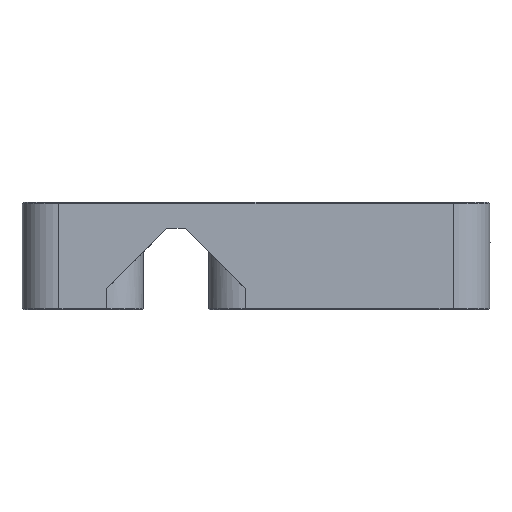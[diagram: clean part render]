
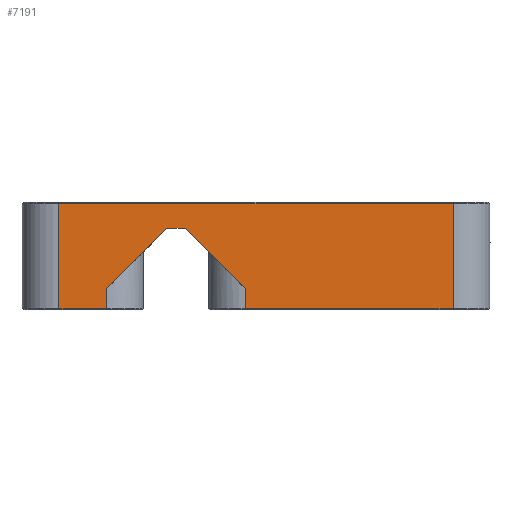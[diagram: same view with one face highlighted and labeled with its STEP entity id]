
A CAD part, left-side view. The second image highlights one B-rep face of the part: STEP entity #7191.
In plain terms, the highlighted planar face has unit normal (-1, 0, 0).
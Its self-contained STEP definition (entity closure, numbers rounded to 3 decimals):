
#130=PLANE('',#7699);
#417=FACE_OUTER_BOUND('',#867,.T.);
#867=EDGE_LOOP('',(#5001,#5002,#5003,#5004,#5005,#5006,#5007,#5008,#5009,
#5010));
#1542=LINE('',#10620,#2370);
#1567=LINE('',#10686,#2395);
#1576=LINE('',#10716,#2404);
#1578=LINE('',#10722,#2406);
#1579=LINE('',#10724,#2407);
#1580=LINE('',#10726,#2408);
#1581=LINE('',#10727,#2409);
#1582=LINE('',#10729,#2410);
#1583=LINE('',#10731,#2411);
#1584=LINE('',#10732,#2412);
#2370=VECTOR('',#8386,10.);
#2395=VECTOR('',#8451,10.);
#2404=VECTOR('',#8484,10.);
#2406=VECTOR('',#8490,10.);
#2407=VECTOR('',#8491,10.);
#2408=VECTOR('',#8492,10.);
#2409=VECTOR('',#8493,10.);
#2410=VECTOR('',#8494,10.);
#2411=VECTOR('',#8495,10.);
#2412=VECTOR('',#8496,10.);
#3198=VERTEX_POINT('',#10612);
#3200=VERTEX_POINT('',#10618);
#3218=VERTEX_POINT('',#10676);
#3220=VERTEX_POINT('',#10682);
#3230=VERTEX_POINT('',#10715);
#3232=VERTEX_POINT('',#10721);
#3233=VERTEX_POINT('',#10723);
#3234=VERTEX_POINT('',#10725);
#3235=VERTEX_POINT('',#10728);
#3236=VERTEX_POINT('',#10730);
#3838=EDGE_CURVE('',#3200,#3198,#1542,.T.);
#3871=EDGE_CURVE('',#3218,#3220,#1567,.T.);
#3886=EDGE_CURVE('',#3230,#3220,#1576,.T.);
#3889=EDGE_CURVE('',#3232,#3200,#1578,.T.);
#3890=EDGE_CURVE('',#3233,#3232,#1579,.T.);
#3891=EDGE_CURVE('',#3234,#3233,#1580,.T.);
#3892=EDGE_CURVE('',#3230,#3234,#1581,.T.);
#3893=EDGE_CURVE('',#3218,#3235,#1582,.T.);
#3894=EDGE_CURVE('',#3235,#3236,#1583,.T.);
#3895=EDGE_CURVE('',#3198,#3236,#1584,.T.);
#5001=ORIENTED_EDGE('',*,*,#3838,.F.);
#5002=ORIENTED_EDGE('',*,*,#3889,.F.);
#5003=ORIENTED_EDGE('',*,*,#3890,.F.);
#5004=ORIENTED_EDGE('',*,*,#3891,.F.);
#5005=ORIENTED_EDGE('',*,*,#3892,.F.);
#5006=ORIENTED_EDGE('',*,*,#3886,.T.);
#5007=ORIENTED_EDGE('',*,*,#3871,.F.);
#5008=ORIENTED_EDGE('',*,*,#3893,.T.);
#5009=ORIENTED_EDGE('',*,*,#3894,.T.);
#5010=ORIENTED_EDGE('',*,*,#3895,.F.);
#7191=ADVANCED_FACE('',(#417),#130,.T.);
#7699=AXIS2_PLACEMENT_3D('',#10720,#8488,#8489);
#8386=DIRECTION('',(0.,1.,0.));
#8451=DIRECTION('',(0.,1.,0.));
#8484=DIRECTION('',(0.,0.,-1.));
#8488=DIRECTION('center_axis',(-1.,0.,0.));
#8489=DIRECTION('ref_axis',(0.,1.,0.));
#8490=DIRECTION('',(0.,0.,-1.));
#8491=DIRECTION('',(0.,0.707,-0.707));
#8492=DIRECTION('',(0.,1.,0.));
#8493=DIRECTION('',(0.,0.707,0.707));
#8494=DIRECTION('',(0.,0.,1.));
#8495=DIRECTION('',(0.,1.,0.));
#8496=DIRECTION('',(0.,0.,1.));
#10612=CARTESIAN_POINT('',(-333.708,823.358,-19.7));
#10618=CARTESIAN_POINT('',(-333.708,807.858,-19.7));
#10620=CARTESIAN_POINT('',(-333.708,765.358,-19.7));
#10676=CARTESIAN_POINT('',(-333.708,695.358,-19.7));
#10682=CARTESIAN_POINT('',(-333.708,762.858,-19.7));
#10686=CARTESIAN_POINT('',(-333.708,689.358,-19.7));
#10715=CARTESIAN_POINT('',(-333.708,762.858,-13.151));
#10716=CARTESIAN_POINT('',(-333.708,762.858,-13.151));
#10720=CARTESIAN_POINT('Origin',(-333.708,695.358,14.5));
#10721=CARTESIAN_POINT('',(-333.708,807.858,-13.151));
#10722=CARTESIAN_POINT('',(-333.708,807.858,-13.151));
#10723=CARTESIAN_POINT('',(-333.708,788.358,6.349));
#10724=CARTESIAN_POINT('',(-333.708,795.858,-1.151));
#10725=CARTESIAN_POINT('',(-333.708,782.358,6.349));
#10726=CARTESIAN_POINT('',(-333.708,782.358,6.349));
#10727=CARTESIAN_POINT('',(-333.708,774.858,-1.151));
#10728=CARTESIAN_POINT('',(-333.708,695.358,14.5));
#10729=CARTESIAN_POINT('',(-333.708,695.358,-20.1));
#10730=CARTESIAN_POINT('',(-333.708,823.358,14.5));
#10731=CARTESIAN_POINT('',(-333.708,695.358,14.5));
#10732=CARTESIAN_POINT('',(-333.708,823.358,-20.1));
